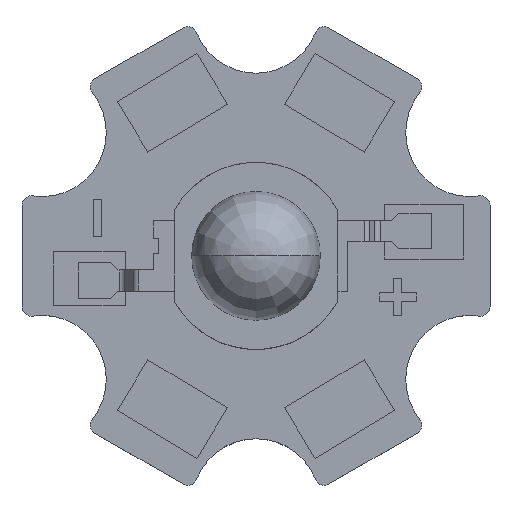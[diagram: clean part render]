
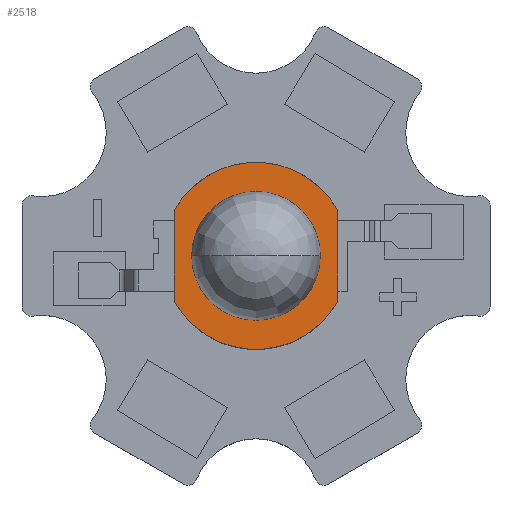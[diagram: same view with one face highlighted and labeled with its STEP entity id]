
A CAD part, top view. The second image highlights one B-rep face of the part: STEP entity #2518.
In plain terms, the highlighted face is planar.
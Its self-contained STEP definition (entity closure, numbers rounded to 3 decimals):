
#49=FACE_BOUND('',#450,.T.);
#140=CIRCLE('',#2852,4.);
#141=CIRCLE('',#2853,4.);
#142=CIRCLE('',#2854,2.);
#305=FACE_OUTER_BOUND('',#449,.T.);
#449=EDGE_LOOP('',(#2196,#2197,#2198,#2199));
#450=EDGE_LOOP('',(#2200));
#726=LINE('',#4321,#1001);
#727=LINE('',#4324,#1002);
#1001=VECTOR('',#3498,3.873);
#1002=VECTOR('',#3501,3.873);
#1233=VERTEX_POINT('',#4317);
#1234=VERTEX_POINT('',#4318);
#1235=VERTEX_POINT('',#4320);
#1236=VERTEX_POINT('',#4322);
#1237=VERTEX_POINT('',#4325);
#1567=EDGE_CURVE('',#1233,#1234,#140,.T.);
#1568=EDGE_CURVE('',#1234,#1235,#726,.T.);
#1569=EDGE_CURVE('',#1235,#1236,#141,.T.);
#1570=EDGE_CURVE('',#1236,#1233,#727,.T.);
#1571=EDGE_CURVE('',#1237,#1237,#142,.T.);
#2196=ORIENTED_EDGE('',*,*,#1567,.T.);
#2197=ORIENTED_EDGE('',*,*,#1568,.T.);
#2198=ORIENTED_EDGE('',*,*,#1569,.T.);
#2199=ORIENTED_EDGE('',*,*,#1570,.T.);
#2200=ORIENTED_EDGE('',*,*,#1571,.F.);
#2389=PLANE('',#2851);
#2518=ADVANCED_FACE('',(#305,#49),#2389,.T.);
#2851=AXIS2_PLACEMENT_3D('',#4316,#3494,#3495);
#2852=AXIS2_PLACEMENT_3D('',#4319,#3496,#3497);
#2853=AXIS2_PLACEMENT_3D('',#4323,#3499,#3500);
#2854=AXIS2_PLACEMENT_3D('',#4326,#3502,#3503);
#3494=DIRECTION('center_axis',(0.,1.,0.));
#3495=DIRECTION('ref_axis',(0.,0.,1.));
#3496=DIRECTION('center_axis',(0.,1.,0.));
#3497=DIRECTION('ref_axis',(0.,0.,1.));
#3498=DIRECTION('',(0.,0.,1.));
#3499=DIRECTION('center_axis',(0.,1.,0.));
#3500=DIRECTION('ref_axis',(0.,0.,1.));
#3501=DIRECTION('',(0.,0.,-1.));
#3502=DIRECTION('center_axis',(0.,1.,0.));
#3503=DIRECTION('ref_axis',(0.,0.,1.));
#4316=CARTESIAN_POINT('Origin',(0.,2.4,0.));
#4317=CARTESIAN_POINT('',(3.5,2.4,-1.936));
#4318=CARTESIAN_POINT('',(-3.5,2.4,-1.936));
#4319=CARTESIAN_POINT('Origin',(0.,2.4,0.));
#4320=CARTESIAN_POINT('',(-3.5,2.4,1.936));
#4321=CARTESIAN_POINT('',(-3.5,2.4,-1.936));
#4322=CARTESIAN_POINT('',(3.5,2.4,1.936));
#4323=CARTESIAN_POINT('Origin',(0.,2.4,0.));
#4324=CARTESIAN_POINT('',(3.5,2.4,1.936));
#4325=CARTESIAN_POINT('',(0.,2.4,2.));
#4326=CARTESIAN_POINT('Origin',(0.,2.4,0.));
